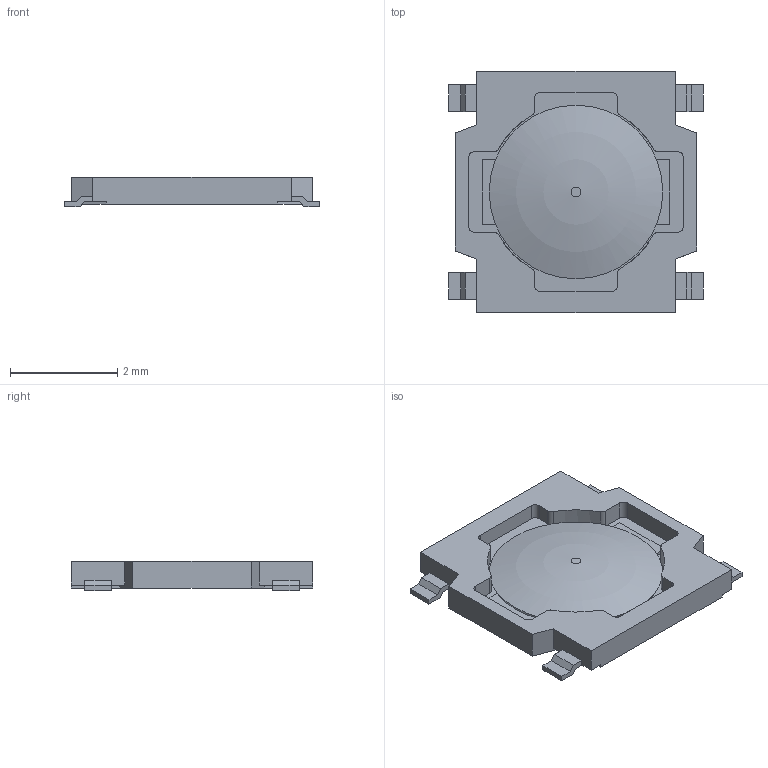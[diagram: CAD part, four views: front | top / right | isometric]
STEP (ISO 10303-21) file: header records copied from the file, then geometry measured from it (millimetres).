
FILE_DESCRIPTION( ( '' ), ' ' );
FILE_NAME( '5c00c1b708753f18145b95a2.step', '2018-11-30T04:51:03', ( '' ), ( '' ), ' ', ' ', ' ' );
FILE_SCHEMA( ( 'AUTOMOTIVE_DESIGN { 1 0 10303 214 1 1 1 1 }' ) );
Length unit declared in the file: metre
Products named in the file (8): Open CASCADE STEP translator 6.8 7; Open CASCADE STEP translator 6.8 6; Open CASCADE STEP translator 6.8 5; Open CASCADE STEP translator 6.8 4; Open CASCADE STEP translator 6.8 3; Open CASCADE STEP translator 6.8 2; Open CASCADE STEP translator 6.8 1
Bounding box: 4.75 x 4.5 x 0.55 mm (x, y, z)
Volume: 6.4 mm3; surface area: 74.7 mm2
Topology: 8 solids, 8 shells, 141 faces, 368 edges, 245 vertices
Faces by surface type: plane 114, cylinder 24, sphere 2, cone 1
Entity records: 7289 total; most frequent: CARTESIAN_POINT 756, ORIENTED_EDGE 726, DIRECTION 716, STYLED_ITEM 504, PRESENTATION_STYLE_ASSIGNMENT 504, COLOUR_RGB 504, EDGE_CURVE 363, CURVE_STYLE 363
